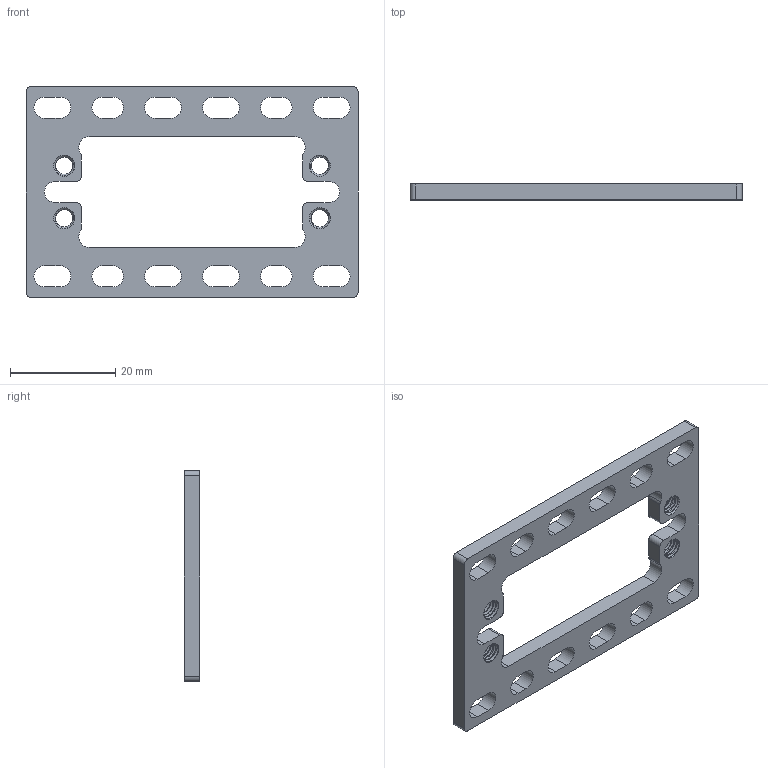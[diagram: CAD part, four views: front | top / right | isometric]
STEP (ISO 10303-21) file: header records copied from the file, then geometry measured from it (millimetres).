
FILE_DESCRIPTION (( 'STEP AP203' ), '1' );
FILE_NAME ('1801-0040-0001.STEP', '2017-09-15T19:00:26', ( '' ), ( '' ), 'SwSTEP 2.0', 'SolidWorks 2016', '' );
FILE_SCHEMA (( 'CONFIG_CONTROL_DESIGN' ));
Length unit declared in the file: millimetre
Products named in the file (1): 1801-0040-0001
Bounding box: 63 x 3 x 40 mm (x, y, z)
Volume: 3782.5 mm3; surface area: 4420.7 mm2
Topology: 1 solids, 1 shells, 186 faces, 535 edges, 351 vertices
Faces by surface type: cylinder 115, plane 40, cone 23, bspline 8
Entity records: 15998 total; most frequent: CARTESIAN_POINT 11365, ORIENTED_EDGE 1070, DIRECTION 843, EDGE_CURVE 535, VERTEX_POINT 351, AXIS2_PLACEMENT_3D 303, LINE 237, VECTOR 237
